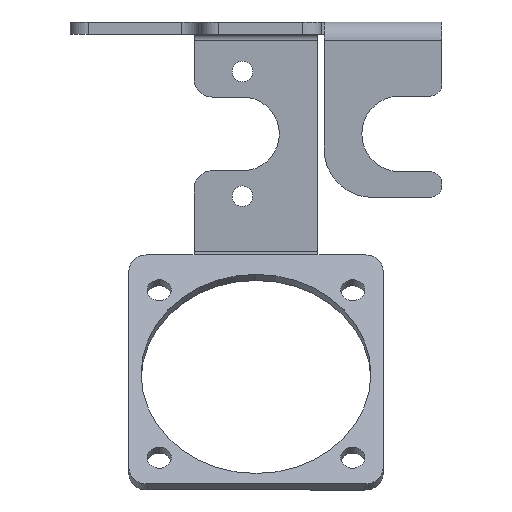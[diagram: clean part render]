
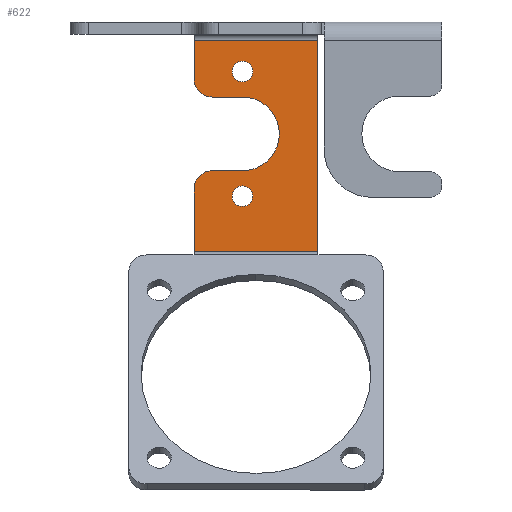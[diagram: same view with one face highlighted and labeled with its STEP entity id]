
A CAD part, front view. The second image highlights one B-rep face of the part: STEP entity #622.
In plain terms, the highlighted planar face has unit normal (0, -1, 0).
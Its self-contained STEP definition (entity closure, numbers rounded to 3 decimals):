
#5 = ORIENTED_EDGE ( 'NONE', *, *, #990, .F. ) ;
#9 = CARTESIAN_POINT ( 'NONE',  ( 7., 46.7, -26.8 ) ) ;
#10 = CARTESIAN_POINT ( 'NONE',  ( -1., 46.7, 0. ) ) ;
#26 = LINE ( 'NONE', #308, #2646 ) ;
#74 = DIRECTION ( 'NONE',  ( 0., -1., 0. ) ) ;
#95 = CARTESIAN_POINT ( 'NONE',  ( -1., 46.7, -1. ) ) ;
#122 = FACE_BOUND ( 'NONE', #3065, .T. ) ;
#126 = CARTESIAN_POINT ( 'NONE',  ( -1., 46.7, -7.4 ) ) ;
#171 = VECTOR ( 'NONE', #498, 1000. ) ;
#189 = CARTESIAN_POINT ( 'NONE',  ( 7., 46.7, -6.2 ) ) ;
#240 = CARTESIAN_POINT ( 'NONE',  ( 19.5, 46.7, -36. ) ) ;
#262 = EDGE_CURVE ( 'NONE', #2145, #2994, #2346, .T. ) ;
#303 = DIRECTION ( 'NONE',  ( 0., 0., 1. ) ) ;
#308 = CARTESIAN_POINT ( 'NONE',  ( -1., 46.7, 0. ) ) ;
#310 = EDGE_CURVE ( 'NONE', #1326, #3657, #1883, .T. ) ;
#314 = CARTESIAN_POINT ( 'NONE',  ( -1., 46.7, -1. ) ) ;
#351 = VERTEX_POINT ( 'NONE', #3380 ) ;
#358 = EDGE_CURVE ( 'NONE', #351, #3523, #2247, .T. ) ;
#391 = AXIS2_PLACEMENT_3D ( 'NONE', #3567, #396, #1906 ) ;
#396 = DIRECTION ( 'NONE',  ( 0., -1., 0. ) ) ;
#415 = DIRECTION ( 'NONE',  ( 0., 0., -1. ) ) ;
#460 = EDGE_CURVE ( 'NONE', #2994, #1499, #1046, .T. ) ;
#462 = EDGE_CURVE ( 'NONE', #1499, #2760, #1549, .T. ) ;
#498 = DIRECTION ( 'NONE',  ( 1., 0., 0. ) ) ;
#538 = FACE_BOUND ( 'NONE', #1052, .T. ) ;
#622 = ADVANCED_FACE ( 'NONE', ( #122, #538, #2230 ), #937, .T. ) ;
#648 = DIRECTION ( 'NONE',  ( 1., 0., 0. ) ) ;
#650 = CARTESIAN_POINT ( 'NONE',  ( 0., 46.7, 0. ) ) ;
#706 = DIRECTION ( 'NONE',  ( -1., 0., 0. ) ) ;
#764 = DIRECTION ( 'NONE',  ( 0., 0., -1. ) ) ;
#773 = CARTESIAN_POINT ( 'NONE',  ( 19.5, 46.7, -36. ) ) ;
#830 = ORIENTED_EDGE ( 'NONE', *, *, #1610, .T. ) ;
#859 = ORIENTED_EDGE ( 'NONE', *, *, #310, .T. ) ;
#899 = EDGE_CURVE ( 'NONE', #1692, #1650, #1009, .T. ) ;
#937 = PLANE ( 'NONE',  #3208 ) ;
#976 = DIRECTION ( 'NONE',  ( 0., 0., -1. ) ) ;
#990 = EDGE_CURVE ( 'NONE', #1326, #351, #1682, .T. ) ;
#991 = CARTESIAN_POINT ( 'NONE',  ( 7., 46.7, -10.4 ) ) ;
#1009 = CIRCLE ( 'NONE', #1315, 1.7 ) ;
#1040 = DIRECTION ( 'NONE',  ( 0., 0., -1. ) ) ;
#1046 = LINE ( 'NONE', #240, #2205 ) ;
#1052 = EDGE_LOOP ( 'NONE', ( #1599, #3307 ) ) ;
#1124 = DIRECTION ( 'NONE',  ( 0., 0., -1. ) ) ;
#1135 = VECTOR ( 'NONE', #3422, 1000. ) ;
#1141 = EDGE_CURVE ( 'NONE', #2760, #3657, #3047, .T. ) ;
#1145 = AXIS2_PLACEMENT_3D ( 'NONE', #2473, #2809, #1581 ) ;
#1165 = DIRECTION ( 'NONE',  ( 0., -1., 0. ) ) ;
#1206 = VECTOR ( 'NONE', #706, 1000. ) ;
#1220 = AXIS2_PLACEMENT_3D ( 'NONE', #9, #1165, #976 ) ;
#1221 = ORIENTED_EDGE ( 'NONE', *, *, #3287, .F. ) ;
#1282 = CARTESIAN_POINT ( 'NONE',  ( 7., 46.7, -16.5 ) ) ;
#1283 = ORIENTED_EDGE ( 'NONE', *, *, #899, .F. ) ;
#1307 = CIRCLE ( 'NONE', #1145, 1.7 ) ;
#1315 = AXIS2_PLACEMENT_3D ( 'NONE', #189, #3675, #1040 ) ;
#1326 = VERTEX_POINT ( 'NONE', #2698 ) ;
#1380 = CARTESIAN_POINT ( 'NONE',  ( 19.5, 46.7, -1. ) ) ;
#1465 = CIRCLE ( 'NONE', #391, 1.7 ) ;
#1482 = DIRECTION ( 'NONE',  ( 0., 0., 1. ) ) ;
#1499 = VERTEX_POINT ( 'NONE', #773 ) ;
#1512 = ORIENTED_EDGE ( 'NONE', *, *, #262, .F. ) ;
#1549 = LINE ( 'NONE', #2573, #1135 ) ;
#1553 = VECTOR ( 'NONE', #648, 1000. ) ;
#1560 = CARTESIAN_POINT ( 'NONE',  ( 2., 46.7, -10.4 ) ) ;
#1581 = DIRECTION ( 'NONE',  ( 0., 0., -1. ) ) ;
#1599 = ORIENTED_EDGE ( 'NONE', *, *, #3730, .F. ) ;
#1610 = EDGE_CURVE ( 'NONE', #2295, #3559, #2841, .T. ) ;
#1650 = VERTEX_POINT ( 'NONE', #2312 ) ;
#1682 = LINE ( 'NONE', #2255, #171 ) ;
#1692 = VERTEX_POINT ( 'NONE', #3279 ) ;
#1752 = CARTESIAN_POINT ( 'NONE',  ( 2., 46.7, -7.4 ) ) ;
#1763 = VERTEX_POINT ( 'NONE', #3227 ) ;
#1821 = CARTESIAN_POINT ( 'NONE',  ( 0., 46.7, -10.4 ) ) ;
#1825 = EDGE_CURVE ( 'NONE', #3523, #3559, #2003, .T. ) ;
#1876 = CARTESIAN_POINT ( 'NONE',  ( 2., 46.7, -25.6 ) ) ;
#1883 = CIRCLE ( 'NONE', #2477, 3. ) ;
#1906 = DIRECTION ( 'NONE',  ( 0., 0., -1. ) ) ;
#1943 = EDGE_CURVE ( 'NONE', #1763, #2374, #1307, .T. ) ;
#1978 = DIRECTION ( 'NONE',  ( 0., 0., -1. ) ) ;
#2003 = LINE ( 'NONE', #1821, #1206 ) ;
#2057 = CARTESIAN_POINT ( 'NONE',  ( -1., 46.7, -25.6 ) ) ;
#2075 = CIRCLE ( 'NONE', #1220, 1.7 ) ;
#2092 = AXIS2_PLACEMENT_3D ( 'NONE', #1752, #3736, #1124 ) ;
#2124 = DIRECTION ( 'NONE',  ( 0., 0., -1. ) ) ;
#2145 = VERTEX_POINT ( 'NONE', #314 ) ;
#2147 = ORIENTED_EDGE ( 'NONE', *, *, #1141, .F. ) ;
#2159 = ORIENTED_EDGE ( 'NONE', *, *, #462, .F. ) ;
#2176 = DIRECTION ( 'NONE',  ( 0., -1., 0. ) ) ;
#2197 = DIRECTION ( 'NONE',  ( 0., -1., 0. ) ) ;
#2199 = EDGE_LOOP ( 'NONE', ( #5, #859, #2147, #2159, #2663, #1512, #3535, #830, #3700, #3290 ) ) ;
#2205 = VECTOR ( 'NONE', #1978, 1000. ) ;
#2230 = FACE_OUTER_BOUND ( 'NONE', #2199, .T. ) ;
#2247 = CIRCLE ( 'NONE', #2655, 6.1 ) ;
#2255 = CARTESIAN_POINT ( 'NONE',  ( 0., 46.7, -22.6 ) ) ;
#2295 = VERTEX_POINT ( 'NONE', #126 ) ;
#2312 = CARTESIAN_POINT ( 'NONE',  ( 7., 46.7, -7.9 ) ) ;
#2346 = LINE ( 'NONE', #95, #1553 ) ;
#2374 = VERTEX_POINT ( 'NONE', #3319 ) ;
#2473 = CARTESIAN_POINT ( 'NONE',  ( 7., 46.7, -26.8 ) ) ;
#2477 = AXIS2_PLACEMENT_3D ( 'NONE', #1876, #2197, #764 ) ;
#2573 = CARTESIAN_POINT ( 'NONE',  ( -1., 46.7, -36. ) ) ;
#2646 = VECTOR ( 'NONE', #1482, 1000. ) ;
#2655 = AXIS2_PLACEMENT_3D ( 'NONE', #1282, #2176, #415 ) ;
#2656 = EDGE_CURVE ( 'NONE', #2295, #2145, #26, .T. ) ;
#2663 = ORIENTED_EDGE ( 'NONE', *, *, #460, .F. ) ;
#2698 = CARTESIAN_POINT ( 'NONE',  ( 2., 46.7, -22.6 ) ) ;
#2760 = VERTEX_POINT ( 'NONE', #3585 ) ;
#2791 = VECTOR ( 'NONE', #303, 1000. ) ;
#2809 = DIRECTION ( 'NONE',  ( 0., -1., 0. ) ) ;
#2841 = CIRCLE ( 'NONE', #2092, 3. ) ;
#2994 = VERTEX_POINT ( 'NONE', #1380 ) ;
#3047 = LINE ( 'NONE', #10, #2791 ) ;
#3065 = EDGE_LOOP ( 'NONE', ( #1283, #1221 ) ) ;
#3208 = AXIS2_PLACEMENT_3D ( 'NONE', #650, #74, #2124 ) ;
#3227 = CARTESIAN_POINT ( 'NONE',  ( 7., 46.7, -28.5 ) ) ;
#3279 = CARTESIAN_POINT ( 'NONE',  ( 7., 46.7, -4.5 ) ) ;
#3287 = EDGE_CURVE ( 'NONE', #1650, #1692, #1465, .T. ) ;
#3290 = ORIENTED_EDGE ( 'NONE', *, *, #358, .F. ) ;
#3307 = ORIENTED_EDGE ( 'NONE', *, *, #1943, .F. ) ;
#3319 = CARTESIAN_POINT ( 'NONE',  ( 7., 46.7, -25.1 ) ) ;
#3380 = CARTESIAN_POINT ( 'NONE',  ( 7., 46.7, -22.6 ) ) ;
#3422 = DIRECTION ( 'NONE',  ( -1., 0., 0. ) ) ;
#3523 = VERTEX_POINT ( 'NONE', #991 ) ;
#3535 = ORIENTED_EDGE ( 'NONE', *, *, #2656, .F. ) ;
#3559 = VERTEX_POINT ( 'NONE', #1560 ) ;
#3567 = CARTESIAN_POINT ( 'NONE',  ( 7., 46.7, -6.2 ) ) ;
#3585 = CARTESIAN_POINT ( 'NONE',  ( -1., 46.7, -36. ) ) ;
#3657 = VERTEX_POINT ( 'NONE', #2057 ) ;
#3675 = DIRECTION ( 'NONE',  ( 0., -1., 0. ) ) ;
#3700 = ORIENTED_EDGE ( 'NONE', *, *, #1825, .F. ) ;
#3730 = EDGE_CURVE ( 'NONE', #2374, #1763, #2075, .T. ) ;
#3736 = DIRECTION ( 'NONE',  ( 0., -1., 0. ) ) ;
